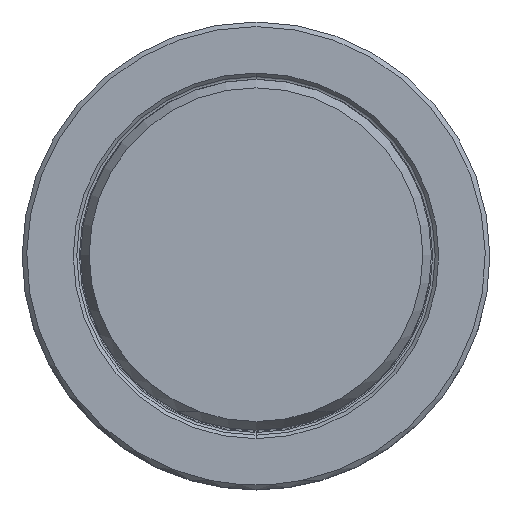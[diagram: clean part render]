
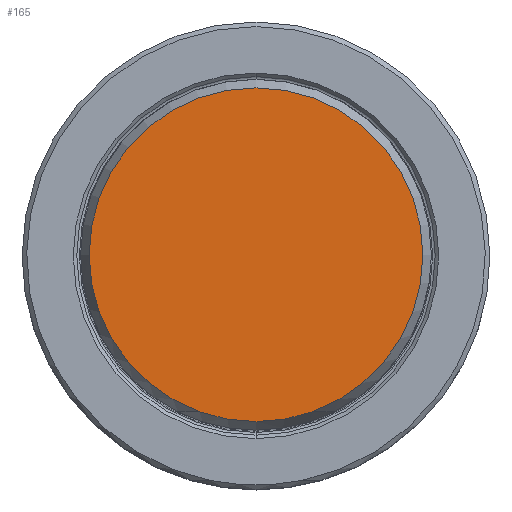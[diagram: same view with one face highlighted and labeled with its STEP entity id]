
A CAD part, top view. The second image highlights one B-rep face of the part: STEP entity #165.
In plain terms, the highlighted planar face has unit normal (0, 0, 1).
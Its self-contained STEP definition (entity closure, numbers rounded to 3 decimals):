
#35=PLANE('',#1277);
#165=ADVANCED_FACE('',(#245),#35,.F.);
#245=FACE_OUTER_BOUND('',#311,.T.);
#311=EDGE_LOOP('',(#578,#579,#580));
#578=ORIENTED_EDGE('',*,*,#807,.F.);
#579=ORIENTED_EDGE('',*,*,#804,.F.);
#580=ORIENTED_EDGE('',*,*,#803,.F.);
#667=VERTEX_POINT('',#2448);
#668=VERTEX_POINT('',#2449);
#669=VERTEX_POINT('',#2451);
#803=EDGE_CURVE('',#667,#668,#946,.T.);
#804=EDGE_CURVE('',#668,#669,#947,.T.);
#807=EDGE_CURVE('',#669,#667,#948,.T.);
#946=CIRCLE('',#1272,18.122);
#947=CIRCLE('',#1273,18.122);
#948=CIRCLE('',#1275,18.122);
#1272=AXIS2_PLACEMENT_3D('',#2447,#1603,#1604);
#1273=AXIS2_PLACEMENT_3D('',#2450,#1605,#1606);
#1275=AXIS2_PLACEMENT_3D('',#2465,#1609,#1610);
#1277=AXIS2_PLACEMENT_3D('',#2467,#1613,#1614);
#1603=DIRECTION('',(0.,0.,-1.));
#1604=DIRECTION('',(-0.339,-0.941,0.));
#1605=DIRECTION('',(0.,0.,-1.));
#1606=DIRECTION('',(0.,1.,0.));
#1609=DIRECTION('',(0.,0.,-1.));
#1610=DIRECTION('',(0.339,-0.941,0.));
#1613=DIRECTION('',(0.,0.,-1.));
#1614=DIRECTION('',(-1.,0.,0.));
#2447=CARTESIAN_POINT('',(0.,0.,69.85));
#2448=CARTESIAN_POINT('',(-6.141,-17.05,69.85));
#2449=CARTESIAN_POINT('',(0.,18.122,69.85));
#2450=CARTESIAN_POINT('',(0.,0.,69.85));
#2451=CARTESIAN_POINT('',(6.141,-17.05,69.85));
#2465=CARTESIAN_POINT('',(0.,0.,69.85));
#2467=CARTESIAN_POINT('',(0.,0.,69.85));
